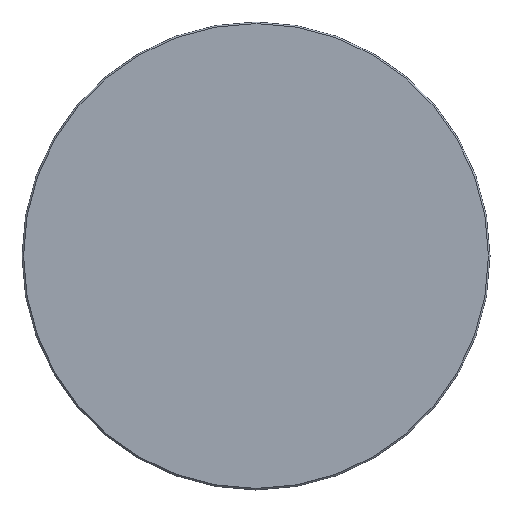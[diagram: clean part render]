
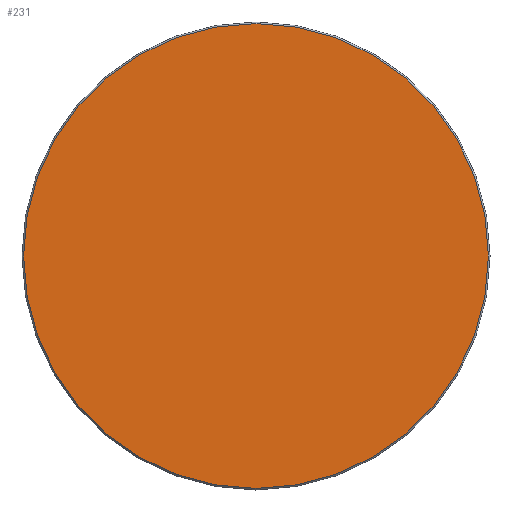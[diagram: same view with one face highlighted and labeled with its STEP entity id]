
A CAD part, left-side view. The second image highlights one B-rep face of the part: STEP entity #231.
In plain terms, the highlighted planar face has unit normal (-1, 0, 0).
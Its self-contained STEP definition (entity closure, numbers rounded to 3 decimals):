
#22 = CARTESIAN_POINT ( 'NONE',  ( -2.5, 0., 0. ) ) ;
#25 = DIRECTION ( 'NONE',  ( 0., 0., -1. ) ) ;
#28 = AXIS2_PLACEMENT_3D ( 'NONE', #22, #82, #107 ) ;
#35 = AXIS2_PLACEMENT_3D ( 'NONE', #182, #260, #25 ) ;
#37 = FACE_OUTER_BOUND ( 'NONE', #217, .T. ) ;
#52 = VERTEX_POINT ( 'NONE', #139 ) ;
#82 = DIRECTION ( 'NONE',  ( -1., 0., 0. ) ) ;
#102 = CIRCLE ( 'NONE', #35, 37.25 ) ;
#107 = DIRECTION ( 'NONE',  ( 0., 0., -1. ) ) ;
#125 = ORIENTED_EDGE ( 'NONE', *, *, #189, .T. ) ;
#127 = CARTESIAN_POINT ( 'NONE',  ( -2.5, 0., -37.25 ) ) ;
#139 = CARTESIAN_POINT ( 'NONE',  ( -2.5, 0., 37.25 ) ) ;
#150 = CARTESIAN_POINT ( 'NONE',  ( -2.5, 0., 0. ) ) ;
#156 = ORIENTED_EDGE ( 'NONE', *, *, #187, .T. ) ;
#159 = CIRCLE ( 'NONE', #28, 37.25 ) ;
#182 = CARTESIAN_POINT ( 'NONE',  ( -2.5, 0., 0. ) ) ;
#187 = EDGE_CURVE ( 'NONE', #254, #52, #159, .T. ) ;
#189 = EDGE_CURVE ( 'NONE', #52, #254, #102, .T. ) ;
#213 = DIRECTION ( 'NONE',  ( 1., 0., 0. ) ) ;
#217 = EDGE_LOOP ( 'NONE', ( #156, #125 ) ) ;
#231 = ADVANCED_FACE ( 'NONE', ( #37 ), #232, .F. ) ;
#232 = PLANE ( 'NONE',  #252 ) ;
#233 = DIRECTION ( 'NONE',  ( 0., 0., -1. ) ) ;
#252 = AXIS2_PLACEMENT_3D ( 'NONE', #150, #213, #233 ) ;
#254 = VERTEX_POINT ( 'NONE', #127 ) ;
#260 = DIRECTION ( 'NONE',  ( -1., 0., 0. ) ) ;
